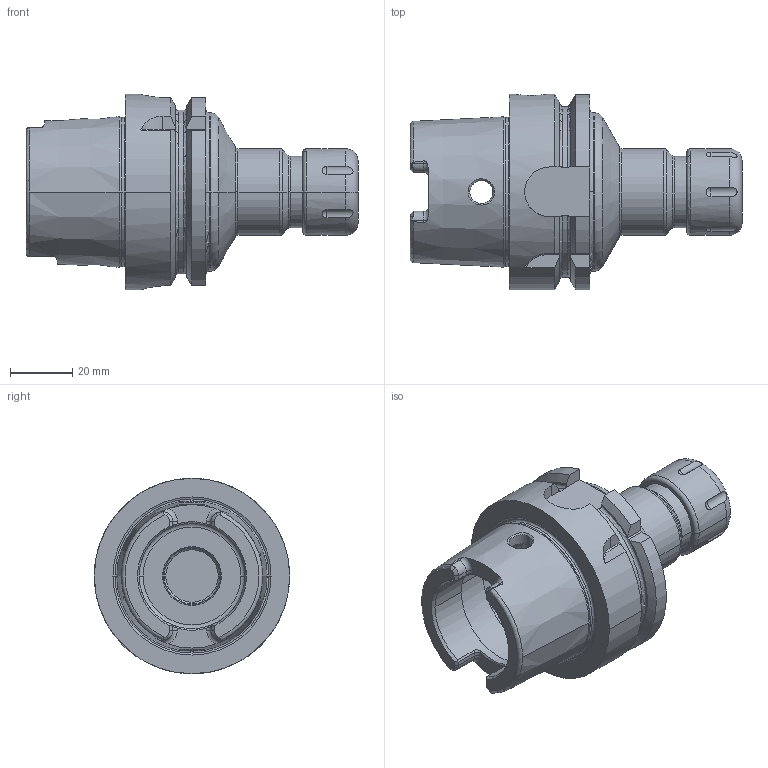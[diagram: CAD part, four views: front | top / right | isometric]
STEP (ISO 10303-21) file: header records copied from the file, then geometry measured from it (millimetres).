
FILE_DESCRIPTION((''),'2;1');
FILE_NAME('A63-025-16-3_ASM','2013-05-29T',('mei'),(''),'PRO/ENGINEER BY PARAMETRIC TECHNOLOGY CORPORATION, 2010430','PRO/ENGINEER BY PARAMETRIC TECHNOLOGY CORPORATION, 2010430','');
FILE_SCHEMA(('CONFIG_CONTROL_DESIGN'));
Length unit declared in the file: millimetre
Products named in the file (3): A63-025-16-3; 83-914-16; A63-025-16-3_ASM
Assembly tree (2 placements, depth 2):
  A63-025-16-3_ASM
    A63-025-16-3
    83-914-16
Bounding box: 107 x 63 x 63 mm (x, y, z)
Volume: 114398.2 mm3; surface area: 30208.1 mm2
Topology: 2 solids, 3 shells, 253 faces, 635 edges, 386 vertices
Faces by surface type: cylinder 78, plane 66, cone 51, torus 42, bspline 8, sphere 6, extrusion 2
Entity records: 8972 total; most frequent: CARTESIAN_POINT 2913, DIRECTION 1273, ORIENTED_EDGE 1262, EDGE_CURVE 633, AXIS2_PLACEMENT_3D 517, VERTEX_POINT 386, CIRCLE 267, EDGE_LOOP 261
